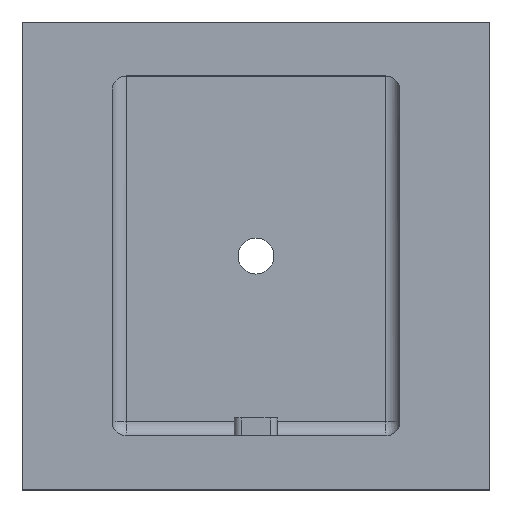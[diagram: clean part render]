
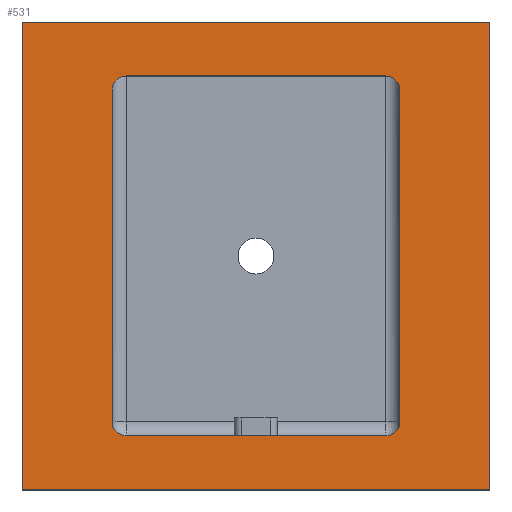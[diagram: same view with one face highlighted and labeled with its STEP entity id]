
A CAD part, top view. The second image highlights one B-rep face of the part: STEP entity #531.
In plain terms, the highlighted planar face has unit normal (0, 0, 1).
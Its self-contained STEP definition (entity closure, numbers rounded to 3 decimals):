
#20=FACE_BOUND('',#98,.T.);
#64=FACE_OUTER_BOUND('',#97,.T.);
#97=EDGE_LOOP('',(#457,#458,#459,#460));
#98=EDGE_LOOP('',(#461,#462,#463,#464,#465,#466,#467,#468));
#113=LINE('',#817,#162);
#117=LINE('',#829,#166);
#140=LINE('',#897,#189);
#141=LINE('',#899,#190);
#142=LINE('',#904,#191);
#143=LINE('',#906,#192);
#144=LINE('',#908,#193);
#145=LINE('',#909,#194);
#162=VECTOR('',#655,10.);
#166=VECTOR('',#667,10.);
#189=VECTOR('',#746,10.);
#190=VECTOR('',#749,10.);
#191=VECTOR('',#754,10.);
#192=VECTOR('',#755,10.);
#193=VECTOR('',#756,10.);
#194=VECTOR('',#757,10.);
#211=CIRCLE('',#572,4.);
#213=CIRCLE('',#576,4.);
#223=CIRCLE('',#599,4.);
#224=CIRCLE('',#601,4.);
#237=VERTEX_POINT('',#807);
#238=VERTEX_POINT('',#808);
#241=VERTEX_POINT('',#816);
#243=VERTEX_POINT('',#822);
#245=VERTEX_POINT('',#828);
#259=VERTEX_POINT('',#877);
#260=VERTEX_POINT('',#878);
#261=VERTEX_POINT('',#883);
#263=VERTEX_POINT('',#902);
#264=VERTEX_POINT('',#903);
#265=VERTEX_POINT('',#905);
#266=VERTEX_POINT('',#907);
#285=EDGE_CURVE('',#237,#238,#211,.T.);
#289=EDGE_CURVE('',#238,#241,#113,.T.);
#292=EDGE_CURVE('',#241,#243,#213,.T.);
#295=EDGE_CURVE('',#243,#245,#117,.T.);
#319=EDGE_CURVE('',#259,#260,#223,.T.);
#322=EDGE_CURVE('',#245,#261,#224,.T.);
#330=EDGE_CURVE('',#260,#237,#140,.T.);
#331=EDGE_CURVE('',#261,#259,#141,.T.);
#332=EDGE_CURVE('',#263,#264,#142,.T.);
#333=EDGE_CURVE('',#265,#263,#143,.T.);
#334=EDGE_CURVE('',#266,#265,#144,.T.);
#335=EDGE_CURVE('',#264,#266,#145,.T.);
#457=ORIENTED_EDGE('',*,*,#332,.F.);
#458=ORIENTED_EDGE('',*,*,#333,.F.);
#459=ORIENTED_EDGE('',*,*,#334,.F.);
#460=ORIENTED_EDGE('',*,*,#335,.F.);
#461=ORIENTED_EDGE('',*,*,#319,.T.);
#462=ORIENTED_EDGE('',*,*,#330,.T.);
#463=ORIENTED_EDGE('',*,*,#285,.T.);
#464=ORIENTED_EDGE('',*,*,#289,.T.);
#465=ORIENTED_EDGE('',*,*,#292,.T.);
#466=ORIENTED_EDGE('',*,*,#295,.T.);
#467=ORIENTED_EDGE('',*,*,#322,.T.);
#468=ORIENTED_EDGE('',*,*,#331,.T.);
#500=PLANE('',#609);
#531=ADVANCED_FACE('',(#64,#20),#500,.T.);
#572=AXIS2_PLACEMENT_3D('',#809,#647,#648);
#576=AXIS2_PLACEMENT_3D('',#823,#660,#661);
#599=AXIS2_PLACEMENT_3D('',#879,#722,#723);
#601=AXIS2_PLACEMENT_3D('',#884,#728,#729);
#609=AXIS2_PLACEMENT_3D('',#901,#752,#753);
#647=DIRECTION('center_axis',(0.,0.,
-1.));
#648=DIRECTION('ref_axis',(-0.707,-0.707,0.));
#655=DIRECTION('',(0.,1.,0.));
#660=DIRECTION('center_axis',(0.,0.,
-1.));
#661=DIRECTION('ref_axis',(-0.707,0.707,0.));
#667=DIRECTION('',(1.,0.,0.));
#722=DIRECTION('center_axis',(0.,0.,
-1.));
#723=DIRECTION('ref_axis',(0.707,-0.707,0.));
#728=DIRECTION('center_axis',(0.,0.,
-1.));
#729=DIRECTION('ref_axis',(0.707,0.707,0.));
#746=DIRECTION('',(-1.,0.,0.));
#749=DIRECTION('',(0.,-1.,0.));
#752=DIRECTION('center_axis',(0.,0.,
1.));
#753=DIRECTION('ref_axis',(1.,0.,0.));
#754=DIRECTION('',(1.,0.,0.));
#755=DIRECTION('',(0.,1.,0.));
#756=DIRECTION('',(-1.,0.,0.));
#757=DIRECTION('',(0.,-1.,0.));
#807=CARTESIAN_POINT('',(-79.778,-52.843,34.939));
#808=CARTESIAN_POINT('',(-83.778,-48.843,34.939));
#809=CARTESIAN_POINT('Origin',(-79.778,-48.843,34.939));
#816=CARTESIAN_POINT('',(-83.77,43.157,34.939));
#817=CARTESIAN_POINT('',(-83.772,22.157,34.939));
#822=CARTESIAN_POINT('',(-79.77,47.157,34.939));
#823=CARTESIAN_POINT('Origin',(-79.77,43.157,34.939));
#828=CARTESIAN_POINT('',(-7.77,47.151,34.939));
#829=CARTESIAN_POINT('',(-23.77,47.152,34.939));
#877=CARTESIAN_POINT('',(-3.778,-48.849,34.939));
#878=CARTESIAN_POINT('',(-7.778,-52.849,34.939));
#879=CARTESIAN_POINT('Origin',(-7.778,-48.849,34.939));
#883=CARTESIAN_POINT('',(-3.77,43.151,34.939));
#884=CARTESIAN_POINT('Origin',(-7.77,43.151,34.939));
#897=CARTESIAN_POINT('',(-63.778,-52.844,34.939));
#899=CARTESIAN_POINT('',(-3.776,-27.849,34.939));
#901=CARTESIAN_POINT('Origin',(-43.774,-2.846,34.939));
#902=CARTESIAN_POINT('',(-108.779,62.149,34.939));
#903=CARTESIAN_POINT('',(21.232,62.149,34.939));
#904=CARTESIAN_POINT('',(-11.271,62.149,34.939));
#905=CARTESIAN_POINT('',(-108.779,-67.841,34.939));
#906=CARTESIAN_POINT('',(-108.779,29.651,34.939));
#907=CARTESIAN_POINT('',(21.221,-67.841,34.939));
#908=CARTESIAN_POINT('',(-76.276,-67.841,34.939));
#909=CARTESIAN_POINT('',(21.224,-35.346,34.939));
